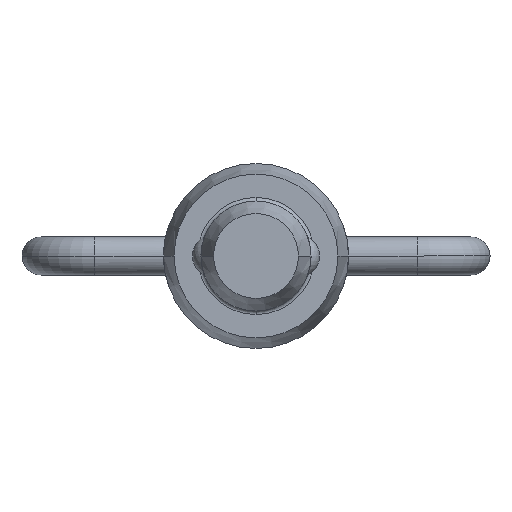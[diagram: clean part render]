
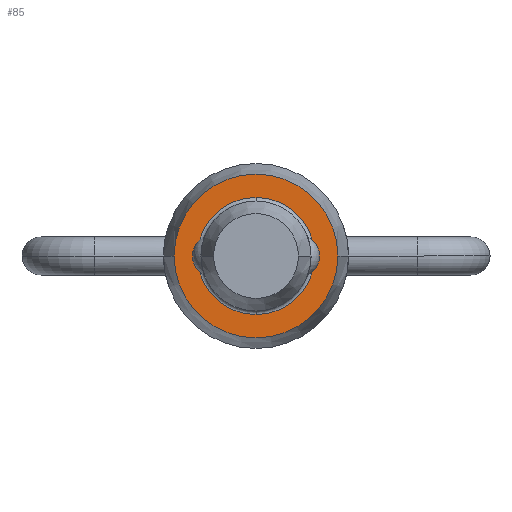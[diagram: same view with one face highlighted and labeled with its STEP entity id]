
A CAD part, front view. The second image highlights one B-rep face of the part: STEP entity #85.
In plain terms, the highlighted planar face has unit normal (0, -1, 0).
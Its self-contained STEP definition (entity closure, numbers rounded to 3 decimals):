
#85=ADVANCED_FACE('',(#194,#195),#196,.T.);
#194=FACE_OUTER_BOUND('',#327,.T.);
#195=FACE_BOUND('',#328,.T.);
#196=PLANE('',#329);
#327=EDGE_LOOP('',(#509,#510));
#328=EDGE_LOOP('',(#511,#512,#513));
#329=AXIS2_PLACEMENT_3D('',#514,#515,#516);
#509=ORIENTED_EDGE('',*,*,#832,.T.);
#510=ORIENTED_EDGE('',*,*,#813,.T.);
#511=ORIENTED_EDGE('',*,*,#797,.T.);
#512=ORIENTED_EDGE('',*,*,#805,.T.);
#513=ORIENTED_EDGE('',*,*,#798,.T.);
#514=CARTESIAN_POINT('',(-4.355,0.0,0.0));
#515=DIRECTION('',(0.,-1.0,0.0));
#516=DIRECTION('',(1.0,0.,0.0));
#797=EDGE_CURVE('',#946,#944,#947,.T.);
#798=EDGE_CURVE('',#948,#946,#949,.T.);
#805=EDGE_CURVE('',#944,#948,#959,.T.);
#813=EDGE_CURVE('',#973,#970,#974,.T.);
#832=EDGE_CURVE('',#970,#973,#1003,.T.);
#944=VERTEX_POINT('',#1149);
#946=VERTEX_POINT('',#1151);
#947=CIRCLE('',#1152,3.375);
#948=VERTEX_POINT('',#1153);
#949=CIRCLE('',#1154,3.375);
#959=CIRCLE('',#1164,3.375);
#970=VERTEX_POINT('',#1177);
#973=VERTEX_POINT('',#1181);
#974=CIRCLE('',#1182,4.722);
#1003=CIRCLE('',#1214,4.722);
#1149=CARTESIAN_POINT('',(0.,0.,3.375));
#1151=CARTESIAN_POINT('',(-3.375,0.0,0.0));
#1152=AXIS2_PLACEMENT_3D('',#1559,#1560,#1561);
#1153=CARTESIAN_POINT('',(0.,0.,-3.375));
#1154=AXIS2_PLACEMENT_3D('',#1562,#1563,#1564);
#1164=AXIS2_PLACEMENT_3D('',#1580,#1581,#1582);
#1177=CARTESIAN_POINT('',(-4.722,0.0,0.0));
#1181=CARTESIAN_POINT('',(4.722,0.,0.));
#1182=AXIS2_PLACEMENT_3D('',#1592,#1593,#1594);
#1214=AXIS2_PLACEMENT_3D('',#1631,#1632,#1633);
#1559=CARTESIAN_POINT('',(0.,0.0,0.0));
#1560=DIRECTION('',(0.,1.0,0.0));
#1561=DIRECTION('',(-1.0,0.,0.0));
#1562=CARTESIAN_POINT('',(0.,0.0,0.0));
#1563=DIRECTION('',(0.,1.0,0.0));
#1564=DIRECTION('',(-1.0,0.,0.0));
#1580=CARTESIAN_POINT('',(0.,0.0,0.0));
#1581=DIRECTION('',(0.,1.0,0.0));
#1582=DIRECTION('',(-1.0,0.,0.0));
#1592=CARTESIAN_POINT('',(0.,0.0,0.));
#1593=DIRECTION('',(0.,-1.0,0.0));
#1594=DIRECTION('',(-1.0,0.,0.0));
#1631=CARTESIAN_POINT('',(0.,0.0,0.));
#1632=DIRECTION('',(0.,-1.0,0.0));
#1633=DIRECTION('',(-1.0,0.,0.0));
